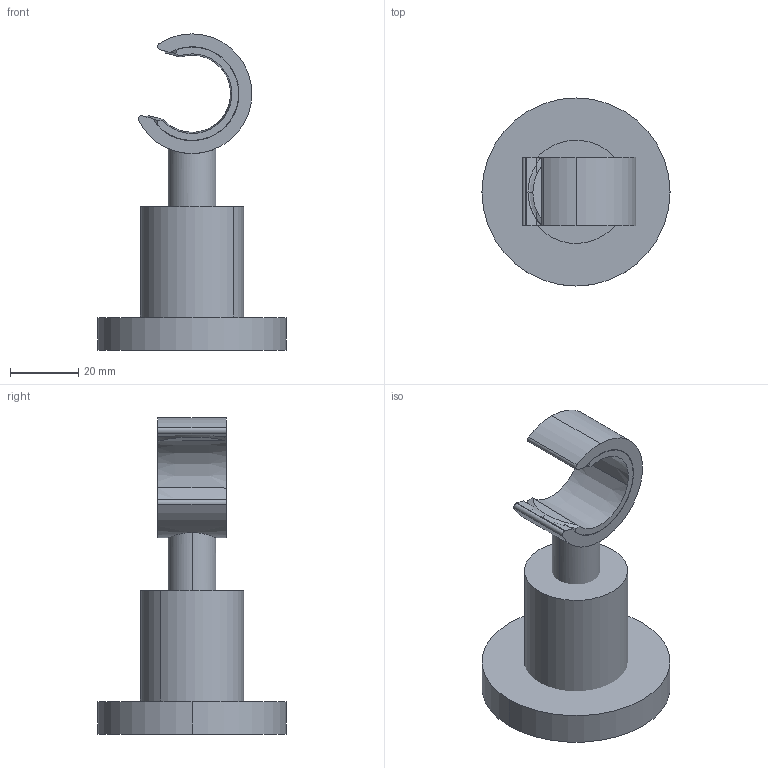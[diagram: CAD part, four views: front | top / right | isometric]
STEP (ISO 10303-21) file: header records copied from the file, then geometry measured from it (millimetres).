
FILE_DESCRIPTION (( 'STEP AP203' ), '1' );
FILE_NAME ('28050892-00.STEP', '2018-07-03T14:47:17', ( '' ), ( '' ), 'SwSTEP 2.0', 'SolidWorks 2017', '' );
FILE_SCHEMA (( 'CONFIG_CONTROL_DESIGN' ));
Length unit declared in the file: millimetre
Products named in the file (5): Planungsmodell_Rosette_rund-+-36.104.820-01_ _K25_55x9,5; Planungsmodell_Rohr_gerade-+-28.568.780-10_ _K138_30,2x42; Planungsmodell_Brausehalter-+-04.28.10.029.01.94-01_-_K1; 28050892-00; Planungsmodell_Huelse-+-28.050.780-01_ _K1
Assembly tree (4 placements, depth 2):
  28050892-00
    Planungsmodell_Brausehalter-+-04.28.10.029.01.94-01_-_K1
    Planungsmodell_Huelse-+-28.050.780-01_ _K1
    Planungsmodell_Rosette_rund-+-36.104.820-01_ _K25_55x9,5
    Planungsmodell_Rohr_gerade-+-28.568.780-10_ _K138_30,2x42
Bounding box: 55 x 55 x 92.48 mm (x, y, z)
Volume: 67699.6 mm3; surface area: 20193.4 mm2
Topology: 4 solids, 4 shells, 41 faces, 99 edges, 66 vertices
Faces by surface type: cylinder 21, plane 15, cone 5
Entity records: 1862 total; most frequent: CARTESIAN_POINT 386, DIRECTION 213, ORIENTED_EDGE 198, EDGE_CURVE 99, AXIS2_PLACEMENT_3D 91, VERTEX_POINT 66, PERSON_AND_ORGANIZATION 44, CIRCLE 43
